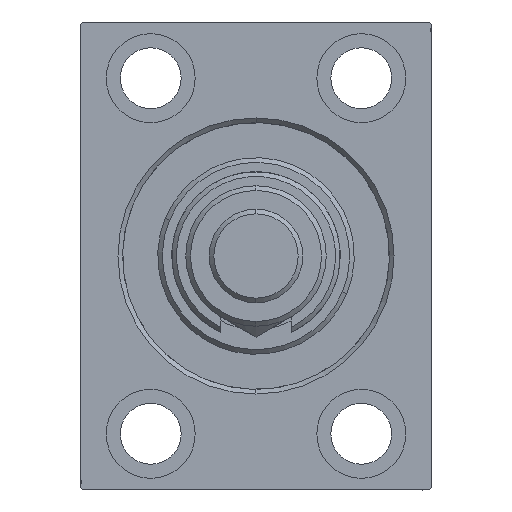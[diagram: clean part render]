
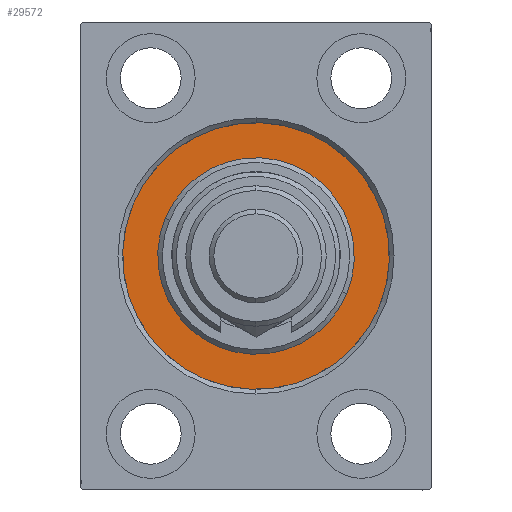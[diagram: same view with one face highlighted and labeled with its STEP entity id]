
A CAD part, left-side view. The second image highlights one B-rep face of the part: STEP entity #29572.
In plain terms, the highlighted face is planar.
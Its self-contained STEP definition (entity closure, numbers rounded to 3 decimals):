
#828 = DIRECTION ( 'NONE',  ( 0., 0., 1. ) ) ;
#3046 = CARTESIAN_POINT ( 'NONE',  ( 0., 0., 28.5 ) ) ;
#3973 = DIRECTION ( 'NONE',  ( -1., 0., 0. ) ) ;
#4783 = EDGE_CURVE ( 'NONE', #22169, #9348, #34787, .T. ) ;
#5317 = DIRECTION ( 'NONE',  ( 0., 0., -1. ) ) ;
#7796 = CARTESIAN_POINT ( 'NONE',  ( 0., 0., 0. ) ) ;
#8166 = CIRCLE ( 'NONE', #37348, 28.5 ) ;
#9324 = FACE_OUTER_BOUND ( 'NONE', #33366, .T. ) ;
#9348 = VERTEX_POINT ( 'NONE', #13801 ) ;
#9738 = AXIS2_PLACEMENT_3D ( 'NONE', #19150, #3973, #828 ) ;
#9744 = ORIENTED_EDGE ( 'NONE', *, *, #10735, .F. ) ;
#10735 = EDGE_CURVE ( 'NONE', #9348, #22169, #25599, .T. ) ;
#11472 = ORIENTED_EDGE ( 'NONE', *, *, #34328, .F. ) ;
#12070 = CARTESIAN_POINT ( 'NONE',  ( 0., 0., 0. ) ) ;
#12769 = DIRECTION ( 'NONE',  ( 0., 0., 1. ) ) ;
#13801 = CARTESIAN_POINT ( 'NONE',  ( 0., 0., -21. ) ) ;
#13889 = DIRECTION ( 'NONE',  ( -1., 0., 0. ) ) ;
#17258 = CARTESIAN_POINT ( 'NONE',  ( 0., 0., 0. ) ) ;
#18869 = VERTEX_POINT ( 'NONE', #23813 ) ;
#19150 = CARTESIAN_POINT ( 'NONE',  ( 0., 0., 0. ) ) ;
#19204 = EDGE_LOOP ( 'NONE', ( #40323, #9744 ) ) ;
#19654 = CARTESIAN_POINT ( 'NONE',  ( 0., 0., 21. ) ) ;
#21275 = CIRCLE ( 'NONE', #9738, 28.5 ) ;
#22169 = VERTEX_POINT ( 'NONE', #19654 ) ;
#22503 = AXIS2_PLACEMENT_3D ( 'NONE', #34610, #23566, #28757 ) ;
#23566 = DIRECTION ( 'NONE',  ( 1., 0., 0. ) ) ;
#23605 = DIRECTION ( 'NONE',  ( 1., 0., 0. ) ) ;
#23813 = CARTESIAN_POINT ( 'NONE',  ( 0., 0., -28.5 ) ) ;
#25599 = CIRCLE ( 'NONE', #22503, 21. ) ;
#28757 = DIRECTION ( 'NONE',  ( 0., 0., -1. ) ) ;
#29572 = ADVANCED_FACE ( 'NONE', ( #39137, #9324 ), #32158, .F. ) ;
#31035 = DIRECTION ( 'NONE',  ( -1., 0., 0. ) ) ;
#32158 = PLANE ( 'NONE',  #35380 ) ;
#33366 = EDGE_LOOP ( 'NONE', ( #11472, #44902 ) ) ;
#34328 = EDGE_CURVE ( 'NONE', #18869, #44078, #8166, .T. ) ;
#34610 = CARTESIAN_POINT ( 'NONE',  ( 0., 0., 0. ) ) ;
#34787 = CIRCLE ( 'NONE', #43997, 21. ) ;
#35380 = AXIS2_PLACEMENT_3D ( 'NONE', #17258, #13889, #39367 ) ;
#37348 = AXIS2_PLACEMENT_3D ( 'NONE', #7796, #31035, #12769 ) ;
#39137 = FACE_BOUND ( 'NONE', #19204, .T. ) ;
#39367 = DIRECTION ( 'NONE',  ( 0., 0., 1. ) ) ;
#39809 = EDGE_CURVE ( 'NONE', #44078, #18869, #21275, .T. ) ;
#40323 = ORIENTED_EDGE ( 'NONE', *, *, #4783, .F. ) ;
#43997 = AXIS2_PLACEMENT_3D ( 'NONE', #12070, #23605, #5317 ) ;
#44078 = VERTEX_POINT ( 'NONE', #3046 ) ;
#44902 = ORIENTED_EDGE ( 'NONE', *, *, #39809, .F. ) ;
